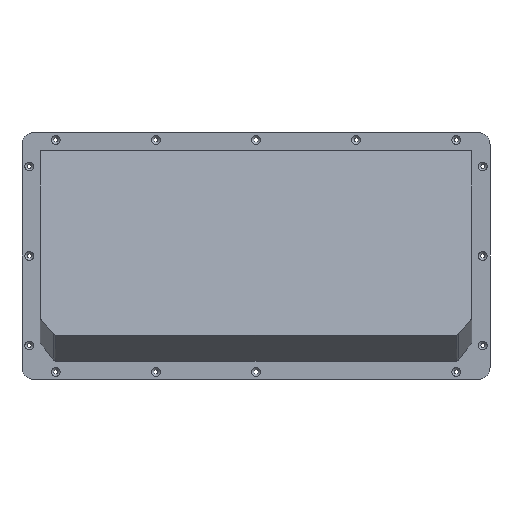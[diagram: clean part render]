
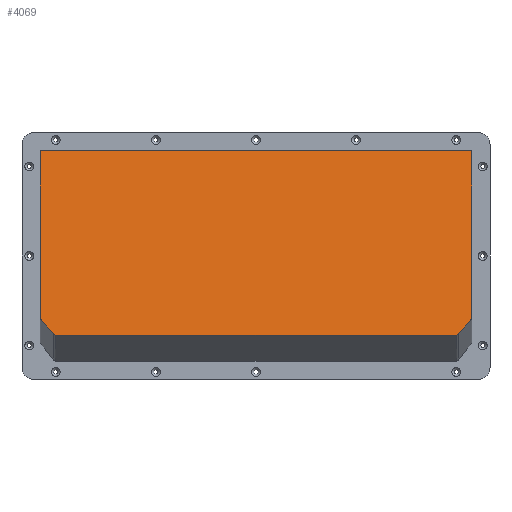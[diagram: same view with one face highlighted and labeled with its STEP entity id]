
A CAD part, front view. The second image highlights one B-rep face of the part: STEP entity #4069.
In plain terms, the highlighted planar face has unit normal (0, -0.99, 0.139).
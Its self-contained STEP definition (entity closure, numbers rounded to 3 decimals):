
#48=ELLIPSE('',#4381,2.281,2.);
#50=ELLIPSE('',#4385,2.281,2.);
#51=ELLIPSE('',#4386,2.281,2.);
#52=ELLIPSE('',#4387,2.281,2.);
#108=PLANE('',#4384);
#257=FACE_OUTER_BOUND('',#510,.T.);
#510=EDGE_LOOP('',(#3006,#3007,#3008,#3009,#3010,#3011,#3012,#3013,#3014,
#3015));
#1131=LINE('',#8428,#1405);
#1134=LINE('',#8434,#1408);
#1135=LINE('',#8436,#1409);
#1136=LINE('',#8438,#1410);
#1137=LINE('',#8442,#1411);
#1138=LINE('',#8446,#1412);
#1405=VECTOR('',#5013,10.);
#1408=VECTOR('',#5018,10.);
#1409=VECTOR('',#5019,10.);
#1410=VECTOR('',#5020,10.);
#1411=VECTOR('',#5023,10.);
#1412=VECTOR('',#5026,10.);
#1840=VERTEX_POINT('',#8418);
#1841=VERTEX_POINT('',#8419);
#1844=VERTEX_POINT('',#8427);
#1846=VERTEX_POINT('',#8433);
#1847=VERTEX_POINT('',#8435);
#1848=VERTEX_POINT('',#8437);
#1849=VERTEX_POINT('',#8439);
#1850=VERTEX_POINT('',#8441);
#1851=VERTEX_POINT('',#8443);
#1852=VERTEX_POINT('',#8445);
#2311=EDGE_CURVE('',#1840,#1841,#48,.T.);
#2315=EDGE_CURVE('',#1841,#1844,#1131,.T.);
#2318=EDGE_CURVE('',#1840,#1846,#1134,.T.);
#2319=EDGE_CURVE('',#1846,#1847,#1135,.T.);
#2320=EDGE_CURVE('',#1847,#1848,#1136,.T.);
#2321=EDGE_CURVE('',#1849,#1848,#50,.T.);
#2322=EDGE_CURVE('',#1850,#1849,#1137,.T.);
#2323=EDGE_CURVE('',#1851,#1850,#51,.T.);
#2324=EDGE_CURVE('',#1851,#1852,#1138,.T.);
#2325=EDGE_CURVE('',#1844,#1852,#52,.T.);
#3006=ORIENTED_EDGE('',*,*,#2311,.F.);
#3007=ORIENTED_EDGE('',*,*,#2318,.T.);
#3008=ORIENTED_EDGE('',*,*,#2319,.T.);
#3009=ORIENTED_EDGE('',*,*,#2320,.T.);
#3010=ORIENTED_EDGE('',*,*,#2321,.F.);
#3011=ORIENTED_EDGE('',*,*,#2322,.F.);
#3012=ORIENTED_EDGE('',*,*,#2323,.F.);
#3013=ORIENTED_EDGE('',*,*,#2324,.T.);
#3014=ORIENTED_EDGE('',*,*,#2325,.F.);
#3015=ORIENTED_EDGE('',*,*,#2315,.F.);
#4069=ADVANCED_FACE('',(#257),#108,.F.);
#4381=AXIS2_PLACEMENT_3D('',#8420,#5005,#5006);
#4384=AXIS2_PLACEMENT_3D('',#8432,#5016,#5017);
#4385=AXIS2_PLACEMENT_3D('',#8440,#5021,#5022);
#4386=AXIS2_PLACEMENT_3D('',#8444,#5024,#5025);
#4387=AXIS2_PLACEMENT_3D('',#8447,#5027,#5028);
#5005=DIRECTION('center_axis',(0.,0.99,-0.139));
#5006=DIRECTION('ref_axis',(0.,-0.139,-0.99));
#5013=DIRECTION('',(-0.659,-0.105,-0.745));
#5016=DIRECTION('center_axis',(0.,0.99,-0.139));
#5017=DIRECTION('ref_axis',(0.,0.139,0.99));
#5018=DIRECTION('',(0.,0.139,0.99));
#5019=DIRECTION('',(-1.,0.,0.));
#5020=DIRECTION('',(0.,-0.139,-0.99));
#5021=DIRECTION('center_axis',(0.,0.99,-0.139));
#5022=DIRECTION('ref_axis',(0.,-0.139,-0.99));
#5023=DIRECTION('',(-0.659,0.105,0.745));
#5024=DIRECTION('center_axis',(0.,0.99,-0.139));
#5025=DIRECTION('ref_axis',(0.,-0.139,-0.99));
#5026=DIRECTION('',(1.,0.,0.));
#5027=DIRECTION('center_axis',(0.,0.99,-0.139));
#5028=DIRECTION('ref_axis',(0.,-0.139,-0.99));
#8418=CARTESIAN_POINT('',(313.,-22.062,-131.086));
#8419=CARTESIAN_POINT('',(312.414,-22.286,-132.684));
#8420=CARTESIAN_POINT('Origin',(311.,-22.062,-131.086));
#8427=CARTESIAN_POINT('',(303.586,-23.688,-142.655));
#8428=CARTESIAN_POINT('',(285.236,-26.601,-163.381));
#8432=CARTESIAN_POINT('Origin',(164.9,-16.138,-88.938));
#8433=CARTESIAN_POINT('',(313.,-6.,-16.8));
#8434=CARTESIAN_POINT('',(313.,-21.011,-123.609));
#8435=CARTESIAN_POINT('',(16.8,-6.,-16.8));
#8436=CARTESIAN_POINT('',(313.,-6.,-16.8));
#8437=CARTESIAN_POINT('',(16.8,-22.062,-131.086));
#8438=CARTESIAN_POINT('',(16.8,-11.069,-52.869));
#8439=CARTESIAN_POINT('',(17.386,-22.286,-132.684));
#8440=CARTESIAN_POINT('Origin',(18.8,-22.062,-131.086));
#8441=CARTESIAN_POINT('',(26.214,-23.688,-142.655));
#8442=CARTESIAN_POINT('',(39.418,-25.784,-157.569));
#8443=CARTESIAN_POINT('',(27.628,-23.781,-143.317));
#8444=CARTESIAN_POINT('Origin',(27.628,-23.463,-141.058));
#8445=CARTESIAN_POINT('',(302.172,-23.781,-143.317));
#8446=CARTESIAN_POINT('',(90.85,-23.781,-143.317));
#8447=CARTESIAN_POINT('Origin',(302.172,-23.463,-141.058));
